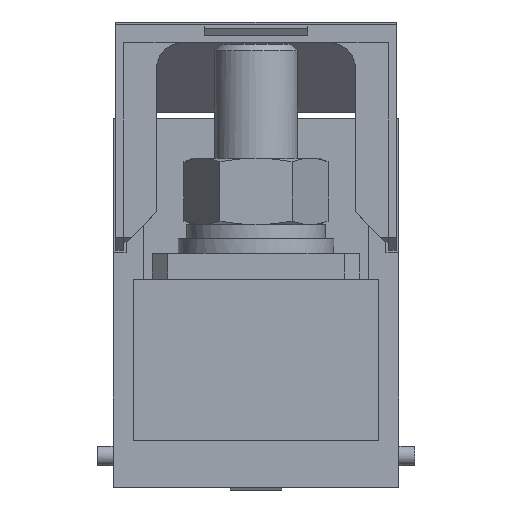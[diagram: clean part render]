
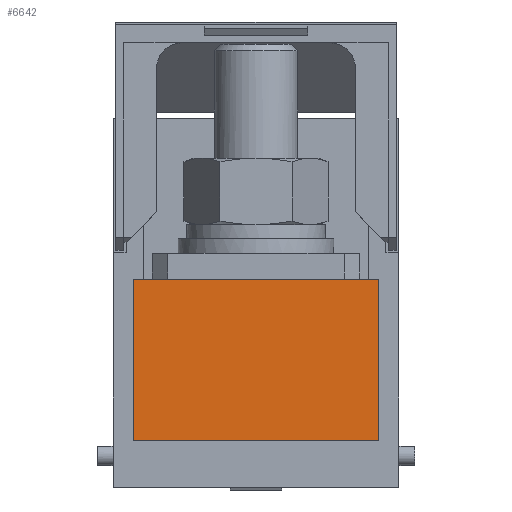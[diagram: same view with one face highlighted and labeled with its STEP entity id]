
A CAD part, front view. The second image highlights one B-rep face of the part: STEP entity #6642.
In plain terms, the highlighted planar face has unit normal (0, -1, 0).
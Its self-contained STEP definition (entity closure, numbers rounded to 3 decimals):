
#6627=AXIS2_PLACEMENT_3D('Plane Axis2P3D',#6624,#6625,#6626) ;
#4915=CARTESIAN_POINT('Vertex',(6.9,100.118,5.55)) ;
#4918=CARTESIAN_POINT('Line Origine',(6.9,100.118,23.05)) ;
#4922=CARTESIAN_POINT('Vertex',(6.9,100.118,40.55)) ;
#5464=CARTESIAN_POINT('Vertex',(54.2,100.118,40.55)) ;
#5467=CARTESIAN_POINT('Line Origine',(54.2,100.118,23.05)) ;
#5471=CARTESIAN_POINT('Vertex',(54.2,100.118,5.55)) ;
#5605=CARTESIAN_POINT('Line Origine',(9.425,100.118,40.55)) ;
#5609=CARTESIAN_POINT('Vertex',(11.95,100.118,40.55)) ;
#5632=CARTESIAN_POINT('Line Origine',(51.675,100.118,40.55)) ;
#5636=CARTESIAN_POINT('Vertex',(49.15,100.118,40.55)) ;
#6596=CARTESIAN_POINT('Line Origine',(30.55,100.118,5.55)) ;
#6624=CARTESIAN_POINT('Axis2P3D Location',(54.2,100.118,5.55)) ;
#6629=CARTESIAN_POINT('Line Origine',(30.55,100.118,40.55)) ;
#4919=DIRECTION('Vector Direction',(0.,0.,1.)) ;
#5468=DIRECTION('Vector Direction',(0.,0.,1.)) ;
#5606=DIRECTION('Vector Direction',(-1.,0.,0.)) ;
#5633=DIRECTION('Vector Direction',(-1.,0.,0.)) ;
#6597=DIRECTION('Vector Direction',(-1.,0.,0.)) ;
#6625=DIRECTION('Axis2P3D Direction',(0.,-1.,0.)) ;
#6626=DIRECTION('Axis2P3D XDirection',(0.,0.,-1.)) ;
#6630=DIRECTION('Vector Direction',(-1.,0.,0.)) ;
#4920=VECTOR('Line Direction',#4919,1.) ;
#5469=VECTOR('Line Direction',#5468,1.) ;
#5607=VECTOR('Line Direction',#5606,1.) ;
#5634=VECTOR('Line Direction',#5633,1.) ;
#6598=VECTOR('Line Direction',#6597,1.) ;
#6631=VECTOR('Line Direction',#6630,1.) ;
#6635=ORIENTED_EDGE('',*,*,#4924,.F.) ;
#6636=ORIENTED_EDGE('',*,*,#6600,.F.) ;
#6637=ORIENTED_EDGE('',*,*,#5473,.T.) ;
#6638=ORIENTED_EDGE('',*,*,#5638,.T.) ;
#6639=ORIENTED_EDGE('',*,*,#6633,.T.) ;
#6640=ORIENTED_EDGE('',*,*,#5611,.T.) ;
#6642=ADVANCED_FACE('WFF 300/AH',(#6641),#6628,.T.) ;
#4924=EDGE_CURVE('',#4916,#4923,#4921,.T.) ;
#5473=EDGE_CURVE('',#5472,#5465,#5470,.T.) ;
#5611=EDGE_CURVE('',#5610,#4923,#5608,.T.) ;
#5638=EDGE_CURVE('',#5465,#5637,#5635,.T.) ;
#6600=EDGE_CURVE('',#5472,#4916,#6599,.T.) ;
#6633=EDGE_CURVE('',#5637,#5610,#6632,.T.) ;
#6634=EDGE_LOOP('',(#6635,#6636,#6637,#6638,#6639,#6640)) ;
#6641=FACE_OUTER_BOUND('',#6634,.T.) ;
#4921=LINE('Line',#4918,#4920) ;
#5470=LINE('Line',#5467,#5469) ;
#5608=LINE('Line',#5605,#5607) ;
#5635=LINE('Line',#5632,#5634) ;
#6599=LINE('Line',#6596,#6598) ;
#6632=LINE('Line',#6629,#6631) ;
#6628=PLANE('',#6627) ;
#4916=VERTEX_POINT('',#4915) ;
#4923=VERTEX_POINT('',#4922) ;
#5465=VERTEX_POINT('',#5464) ;
#5472=VERTEX_POINT('',#5471) ;
#5610=VERTEX_POINT('',#5609) ;
#5637=VERTEX_POINT('',#5636) ;
